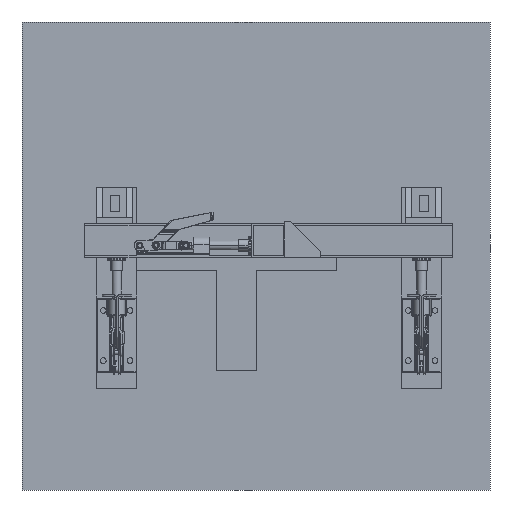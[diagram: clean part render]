
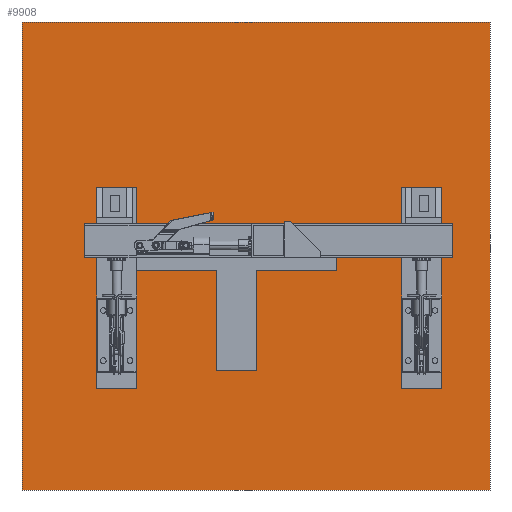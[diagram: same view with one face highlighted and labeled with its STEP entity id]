
A CAD part, front view. The second image highlights one B-rep face of the part: STEP entity #9908.
In plain terms, the highlighted face is planar.
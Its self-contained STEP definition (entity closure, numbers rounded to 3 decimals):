
#360 = ORIENTED_EDGE ( 'NONE', *, *, #5898, .F. ) ;
#403 = DIRECTION ( 'NONE',  ( -1., 0., 0. ) ) ;
#1221 = ORIENTED_EDGE ( 'NONE', *, *, #4934, .F. ) ;
#1268 = CARTESIAN_POINT ( 'NONE',  ( 350., -350., 0. ) ) ;
#1315 = EDGE_LOOP ( 'NONE', ( #360, #5933, #1221, #5180 ) ) ;
#1332 = CARTESIAN_POINT ( 'NONE',  ( 350., -350., 0. ) ) ;
#1537 = AXIS2_PLACEMENT_3D ( 'NONE', #3926, #3003, #5390 ) ;
#2037 = EDGE_CURVE ( 'NONE', #2462, #9791, #4582, .T. ) ;
#2285 = PLANE ( 'NONE',  #1537 ) ;
#2462 = VERTEX_POINT ( 'NONE', #8379 ) ;
#2510 = LINE ( 'NONE', #3273, #8144 ) ;
#2823 = LINE ( 'NONE', #1332, #4431 ) ;
#2893 = DIRECTION ( 'NONE',  ( 1., 0., 0. ) ) ;
#3003 = DIRECTION ( 'NONE',  ( 0., 0., -1. ) ) ;
#3273 = CARTESIAN_POINT ( 'NONE',  ( -350., -350., 0. ) ) ;
#3781 = FACE_OUTER_BOUND ( 'NONE', #1315, .T. ) ;
#3926 = CARTESIAN_POINT ( 'NONE',  ( 0., 0., 0. ) ) ;
#4431 = VECTOR ( 'NONE', #8917, 1000. ) ;
#4490 = CARTESIAN_POINT ( 'NONE',  ( -350., -350., 0. ) ) ;
#4494 = VECTOR ( 'NONE', #2893, 1000. ) ;
#4582 = LINE ( 'NONE', #4490, #4494 ) ;
#4828 = VERTEX_POINT ( 'NONE', #6273 ) ;
#4934 = EDGE_CURVE ( 'NONE', #9435, #2462, #2510, .T. ) ;
#5180 = ORIENTED_EDGE ( 'NONE', *, *, #8437, .F. ) ;
#5390 = DIRECTION ( 'NONE',  ( -1., 0., 0. ) ) ;
#5612 = DIRECTION ( 'NONE',  ( 0., -1., 0. ) ) ;
#5687 = LINE ( 'NONE', #7261, #6387 ) ;
#5898 = EDGE_CURVE ( 'NONE', #9791, #4828, #2823, .T. ) ;
#5933 = ORIENTED_EDGE ( 'NONE', *, *, #2037, .F. ) ;
#6165 = CARTESIAN_POINT ( 'NONE',  ( -350., 350., 0. ) ) ;
#6273 = CARTESIAN_POINT ( 'NONE',  ( 350., 350., 0. ) ) ;
#6387 = VECTOR ( 'NONE', #403, 1000. ) ;
#7261 = CARTESIAN_POINT ( 'NONE',  ( -350., 350., 0. ) ) ;
#8144 = VECTOR ( 'NONE', #5612, 1000. ) ;
#8379 = CARTESIAN_POINT ( 'NONE',  ( -350., -350., 0. ) ) ;
#8437 = EDGE_CURVE ( 'NONE', #4828, #9435, #5687, .T. ) ;
#8917 = DIRECTION ( 'NONE',  ( 0., 1., 0. ) ) ;
#9435 = VERTEX_POINT ( 'NONE', #6165 ) ;
#9791 = VERTEX_POINT ( 'NONE', #1268 ) ;
#9908 = ADVANCED_FACE ( 'NONE', ( #3781 ), #2285, .T. ) ;
